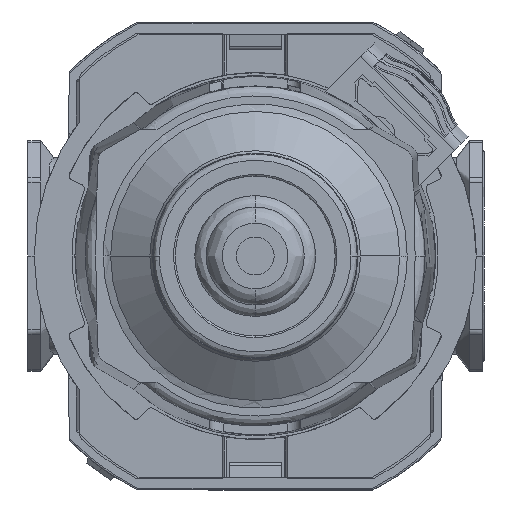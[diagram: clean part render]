
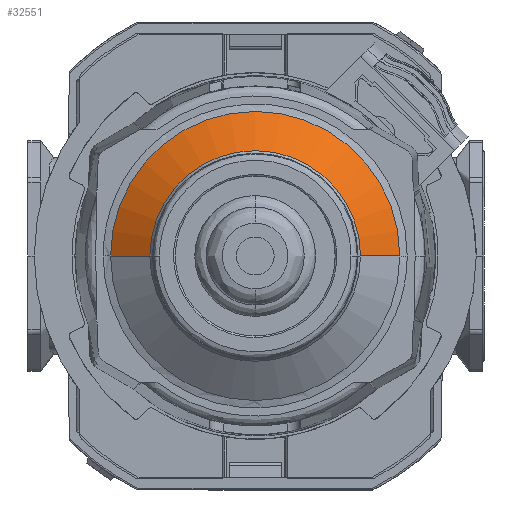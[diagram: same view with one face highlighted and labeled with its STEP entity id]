
A CAD part, front view. The second image highlights one B-rep face of the part: STEP entity #32551.
In plain terms, the highlighted conical face has half-angle 54.996 degrees and reference radius 22.24 mm.
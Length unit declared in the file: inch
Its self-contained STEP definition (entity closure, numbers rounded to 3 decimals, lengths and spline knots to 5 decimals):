
#698 = ORIENTED_EDGE ( 'NONE', *, *, #7650, .T. ) ;
#1380 = EDGE_CURVE ( 'NONE', #26890, #3942, #30900, .T. ) ;
#1787 = FACE_OUTER_BOUND ( 'NONE', #38322, .T. ) ;
#2240 = CARTESIAN_POINT ( 'NONE',  ( -0.87558, -4.11661, 0. ) ) ;
#3942 = VERTEX_POINT ( 'NONE', #19331 ) ;
#4133 = LINE ( 'NONE', #29394, #40786 ) ;
#5906 = DIRECTION ( 'NONE',  ( -1., 0., 0. ) ) ;
#6562 = DIRECTION ( 'NONE',  ( 0.819, 0.574, 0. ) ) ;
#7326 = CARTESIAN_POINT ( 'NONE',  ( -0.63777, -4.28315, 0. ) ) ;
#7650 = EDGE_CURVE ( 'NONE', #8653, #26890, #40290, .T. ) ;
#8653 = VERTEX_POINT ( 'NONE', #7326 ) ;
#8955 = CARTESIAN_POINT ( 'NONE',  ( 0., -4.28315, 0. ) ) ;
#9022 = DIRECTION ( 'NONE',  ( 0., 1., 0. ) ) ;
#13574 = CARTESIAN_POINT ( 'NONE',  ( 0.87558, -4.11661, 0. ) ) ;
#14801 = DIRECTION ( 'NONE',  ( 0., -1., 0. ) ) ;
#16133 = VERTEX_POINT ( 'NONE', #2240 ) ;
#17114 = ORIENTED_EDGE ( 'NONE', *, *, #24532, .F. ) ;
#18589 = AXIS2_PLACEMENT_3D ( 'NONE', #20231, #9022, #23275 ) ;
#18801 = VECTOR ( 'NONE', #6562, 39.37008 ) ;
#19331 = CARTESIAN_POINT ( 'NONE',  ( 0.87558, -4.11661, 0. ) ) ;
#20231 = CARTESIAN_POINT ( 'NONE',  ( 0., -4.11661, 0. ) ) ;
#21341 = CARTESIAN_POINT ( 'NONE',  ( 0., -4.11661, 0. ) ) ;
#23275 = DIRECTION ( 'NONE',  ( -1., 0., 0. ) ) ;
#24532 = EDGE_CURVE ( 'NONE', #8653, #16133, #4133, .T. ) ;
#25659 = EDGE_CURVE ( 'NONE', #3942, #16133, #31870, .T. ) ;
#26890 = VERTEX_POINT ( 'NONE', #41928 ) ;
#27669 = DIRECTION ( 'NONE',  ( 0., 1., 0. ) ) ;
#28845 = DIRECTION ( 'NONE',  ( 1., 0., 0. ) ) ;
#29394 = CARTESIAN_POINT ( 'NONE',  ( -0.87558, -4.11661, 0. ) ) ;
#30900 = LINE ( 'NONE', #13574, #18801 ) ;
#31870 = CIRCLE ( 'NONE', #35617, 0.87558 ) ;
#32551 = ADVANCED_FACE ( 'NONE', ( #1787 ), #38776, .T. ) ;
#34306 = AXIS2_PLACEMENT_3D ( 'NONE', #8955, #27669, #5906 ) ;
#35617 = AXIS2_PLACEMENT_3D ( 'NONE', #21341, #14801, #28845 ) ;
#37013 = ORIENTED_EDGE ( 'NONE', *, *, #25659, .T. ) ;
#38322 = EDGE_LOOP ( 'NONE', ( #698, #42805, #37013, #17114 ) ) ;
#38776 = CONICAL_SURFACE ( 'NONE', #18589, 0.87558, 0.96 ) ;
#40290 = CIRCLE ( 'NONE', #34306, 0.63777 ) ;
#40786 = VECTOR ( 'NONE', #43209, 39.37008 ) ;
#41928 = CARTESIAN_POINT ( 'NONE',  ( 0.63777, -4.28315, 0. ) ) ;
#42805 = ORIENTED_EDGE ( 'NONE', *, *, #1380, .T. ) ;
#43209 = DIRECTION ( 'NONE',  ( -0.819, 0.574, 0. ) ) ;
